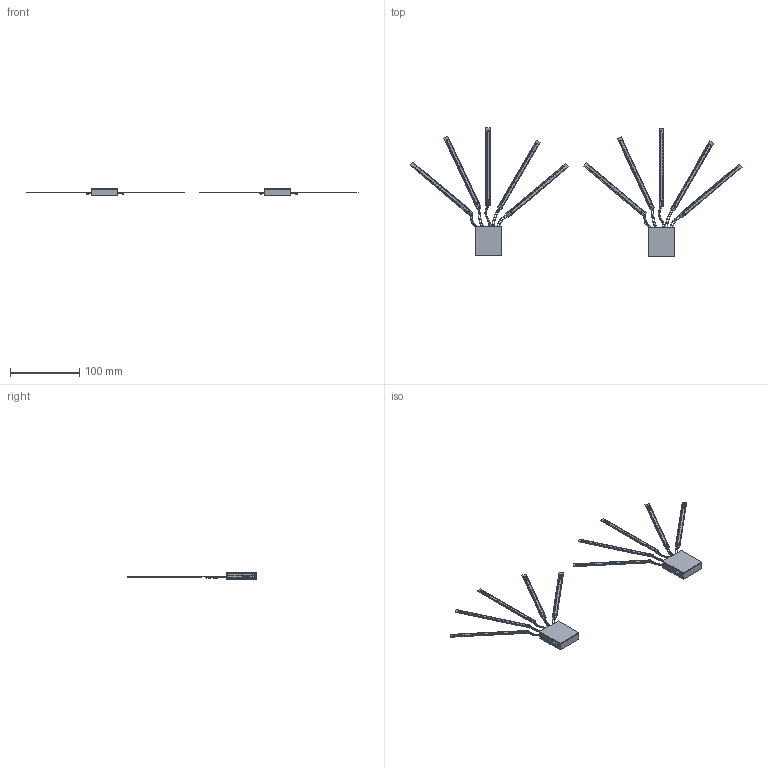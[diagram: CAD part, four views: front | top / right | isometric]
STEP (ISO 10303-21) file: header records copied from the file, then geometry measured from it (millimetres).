
FILE_DESCRIPTION(/* description */ (''),/* implementation_level */ '2;1');
FILE_NAME(/* name */ '2 gloves.step',/* time_stamp */ '2026-02-10T12:16:32+06:00',/* author */ (''),/* organization */ (''),/* preprocessor_version */ 'ST-DEVELOPER v20.1',/* originating_system */ 'Autodesk Translation Framework v14.24.0.0',/* authorisation */ '');
FILE_SCHEMA (('AUTOMOTIVE_DESIGN { 1 0 10303 214 3 1 1 }'));
Length unit declared in the file: millimetre
Products named in the file (33): 2026-02-10-02-20-30-229; Fusion360 Norm Box Template; Enclosure; Case; 2026-02-09-14-13-37-884; 2026-02-08-14-10-27-997; 2026-02-05-18-48-19-493; 2026-02-05-18-48-19-493_1; 2026-02-05-18-48-19-493_2; 2026-02-05-18-48-19-493_3; 2026-02-05-18-48-19-493_4; top case; Enclosure_1; Fusion360 Norm Box Template_1; Enclosure_2; Case_1; 2026-02-09-14-13-37-884_1; 2026-02-09-14-13-37-888; 2026-02-09-14-13-37-889; 2026-02-09-14-13-37-887; 2026-02-09-14-13-37-885; 2026-02-09-14-13-37-886; 2026-02-08-14-10-27-997_1; 2026-02-05-18-48-19-493_5; 2026-02-05-18-48-19-493_6; 2026-02-05-18-48-19-493_7; 2026-02-05-18-48-19-493_8; 2026-02-05-18-48-19-493_9; 2026-02-05-18-48-19-494; 2026-02-05-18-48-19-495; top case_1; Enclosure_3; Top Cover
Assembly tree (78 placements, depth 7):
  2026-02-10-02-20-30-229
    Fusion360 Norm Box Template
      Enclosure
        Case
          2026-02-09-14-13-37-884
            2026-02-09-14-13-37-885  x7
            2026-02-09-14-13-37-886  x5
            2026-02-09-14-13-37-887  x2
            2026-02-09-14-13-37-888
            2026-02-09-14-13-37-889
          2026-02-08-14-10-27-997
            2026-02-05-18-48-19-493
              2026-02-05-18-48-19-494
              2026-02-05-18-48-19-495
            2026-02-05-18-48-19-493_1
              2026-02-05-18-48-19-494
              2026-02-05-18-48-19-495
            2026-02-05-18-48-19-493_2
              2026-02-05-18-48-19-494
              2026-02-05-18-48-19-495
            2026-02-05-18-48-19-493_3
              2026-02-05-18-48-19-494
              2026-02-05-18-48-19-495
            2026-02-05-18-48-19-493_4
              2026-02-05-18-48-19-494
              2026-02-05-18-48-19-495
          top case
            Enclosure_1
              Top Cover
    Fusion360 Norm Box Template_1
      Enclosure_2
        Case_1
          2026-02-09-14-13-37-884_1
            2026-02-09-14-13-37-885  x7
            2026-02-09-14-13-37-886  x5
            2026-02-09-14-13-37-887  x2
            2026-02-09-14-13-37-888
            2026-02-09-14-13-37-889
          2026-02-08-14-10-27-997_1
            2026-02-05-18-48-19-493_5
              2026-02-05-18-48-19-494
              2026-02-05-18-48-19-495
            2026-02-05-18-48-19-493_6
              2026-02-05-18-48-19-494
              2026-02-05-18-48-19-495
            2026-02-05-18-48-19-493_7
              2026-02-05-18-48-19-494
              2026-02-05-18-48-19-495
            2026-02-05-18-48-19-493_8
              2026-02-05-18-48-19-494
              2026-02-05-18-48-19-495
            2026-02-05-18-48-19-493_9
              2026-02-05-18-48-19-494
              2026-02-05-18-48-19-495
          top case_1
            Enclosure_3
              Top Cover
Bounding box: 478.74 x 185.69 x 11.5 mm (x, y, z)
Volume: 23035.3 mm3; surface area: 55628 mm2
Topology: 86 solids, 424 shells, 5898 faces, 16306 edges, 11392 vertices
Faces by surface type: plane 4316, cylinder 1172, bspline 410
Full cylindrical faces by diameter (mm): 0.8 x2, 1 x20, 2 x2, 2.5 x8
Entity records: 34264 total; most frequent: CARTESIAN_POINT 8585, DIRECTION 4992, ORIENTED_EDGE 4487, EDGE_CURVE 2732, VERTEX_POINT 2134, LINE 2018, VECTOR 2018, AXIS2_PLACEMENT_3D 1487
